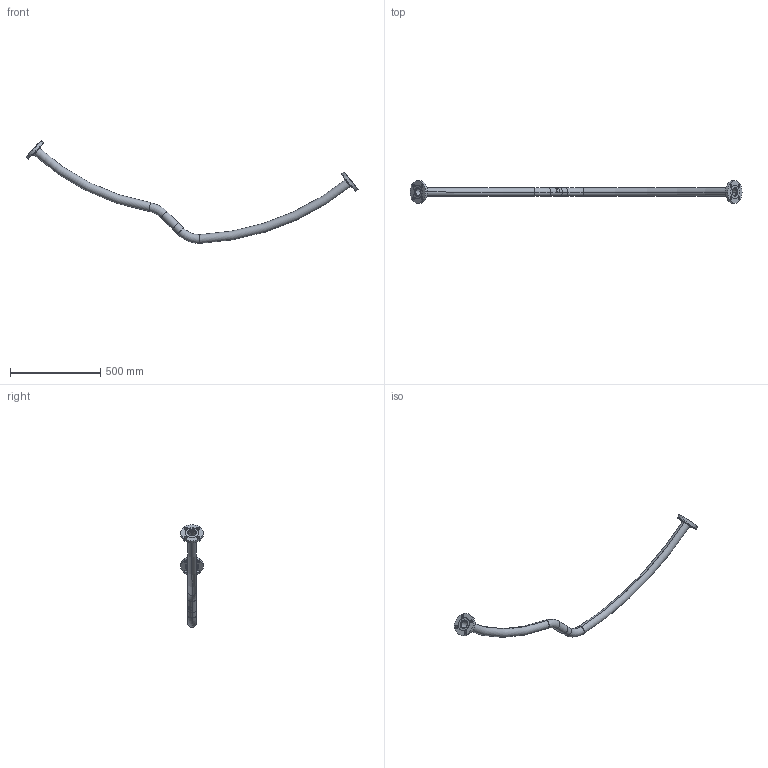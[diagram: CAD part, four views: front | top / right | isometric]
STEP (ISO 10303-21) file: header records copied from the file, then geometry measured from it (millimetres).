
FILE_DESCRIPTION (( 'STEP AP203' ), '1' );
FILE_NAME ('3974-13-50-013_REV_.step', '2026-02-01T23:53:17', ( '' ), ( '' ), 'SwSTEP 2.0', 'SolidWorks 2025', '' );
FILE_SCHEMA (( 'CONFIG_CONTROL_DESIGN' ));
Length unit declared in the file: millimetre
Products named in the file (9): 3435-50-013-04_Default<As Machined>; OEM-40-150-SO-316L_Default<As Machined>; 3435-50-013-03_Default<As Machined>; 3435-50-013-05; 3674-013-01_Default<As Machined>; 3435-50-013-02_Default<As Machined>; 3974-13-50-013_REV_
Assembly tree (7 placements, depth 2):
  3674-013-01_Default<As Machined>
  3974-13-50-013_REV_
    3435-50-013-02_Default<As Machined>
    3435-50-013-03_Default<As Machined>
    OEM-40-150-SO-316L_Default<As Machined>
    OEM-40-150-SO-316L_Default<As Machined>
    3435-50-013-04_Default<As Machined>
    3435-50-013-04_Default<As Machined>
    3435-50-013-05
Bounding box: 1840.52 x 125 x 569.57 mm (x, y, z)
Volume: 1350523.4 mm3; surface area: 627071.6 mm2
Topology: 7 solids, 7 shells, 147 faces, 361 edges, 238 vertices
Faces by surface type: cylinder 52, plane 41, bspline 30, torus 24
Entity records: 12414 total; most frequent: CARTESIAN_POINT 8143, ORIENTED_EDGE 722, DIRECTION 651, EDGE_CURVE 361, AXIS2_PLACEMENT_3D 289, VERTEX_POINT 238, EDGE_LOOP 185, CIRCLE 162
